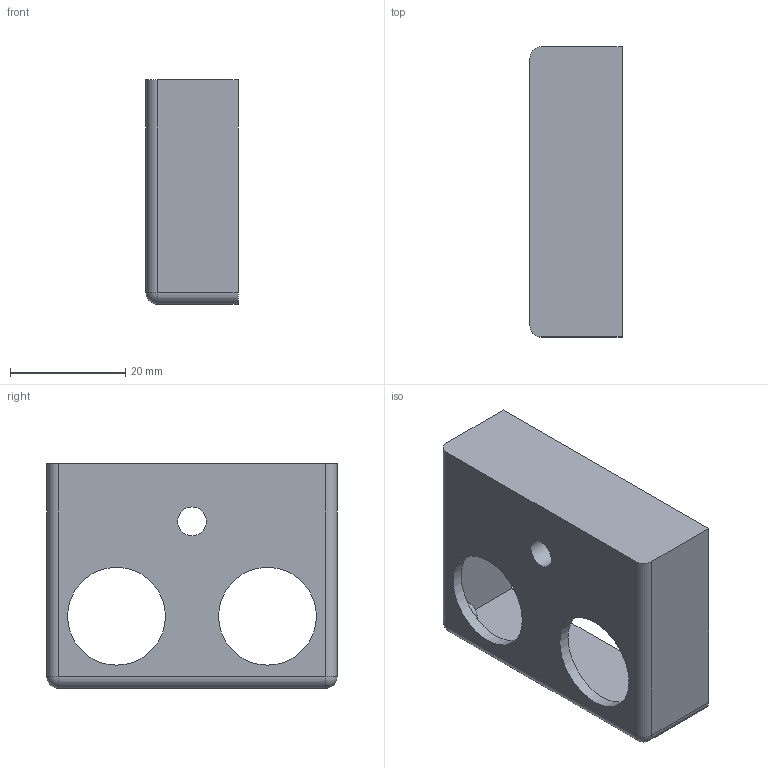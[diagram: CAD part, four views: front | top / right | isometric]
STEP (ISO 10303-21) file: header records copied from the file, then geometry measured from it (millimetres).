
FILE_DESCRIPTION(/* description */ (''),/* implementation_level */ '2;1');
FILE_NAME(/* name */ 'Side_US_Mount.step',/* time_stamp */ '2018-10-29T17:39:27+11:00',/* author */ ('TaylorY96'),/* organization */ (''),/* preprocessor_version */ 'ST-DEVELOPER v17.2',/* originating_system */ 'Autodesk Translation Framework v7.6.0.251',/* authorisation */ '');
FILE_SCHEMA (('AUTOMOTIVE_DESIGN { 1 0 10303 214 3 1 1 }'));
Length unit declared in the file: millimetre
Products named in the file (3): Tank_combined; Bullbar v17; Component151
Assembly tree (2 placements, depth 3):
  Tank_combined
    Bullbar v17
      Component151
Bounding box: 16 x 50.45 x 39 mm (x, y, z)
Volume: 15914.1 mm3; surface area: 8120.4 mm2
Topology: 1 solids, 1 shells, 45 faces, 108 edges, 70 vertices
Faces by surface type: plane 27, cylinder 16, sphere 2
Full cylindrical faces by diameter (mm): 1.5 x4, 5 x1, 17 x2
Entity records: 1391 total; most frequent: DIRECTION 240, CARTESIAN_POINT 228, ORIENTED_EDGE 216, EDGE_CURVE 108, AXIS2_PLACEMENT_3D 82, LINE 76, VECTOR 76, VERTEX_POINT 70
